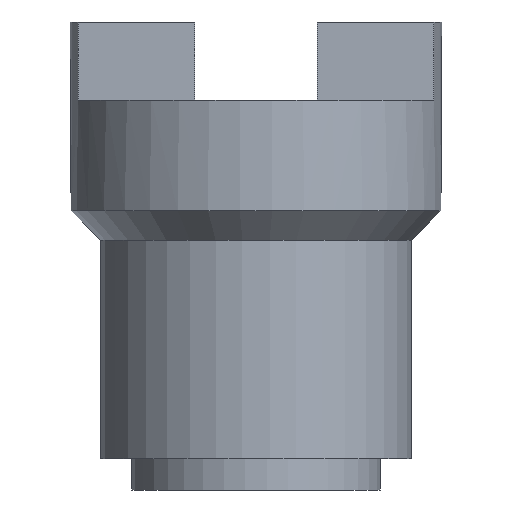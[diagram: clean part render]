
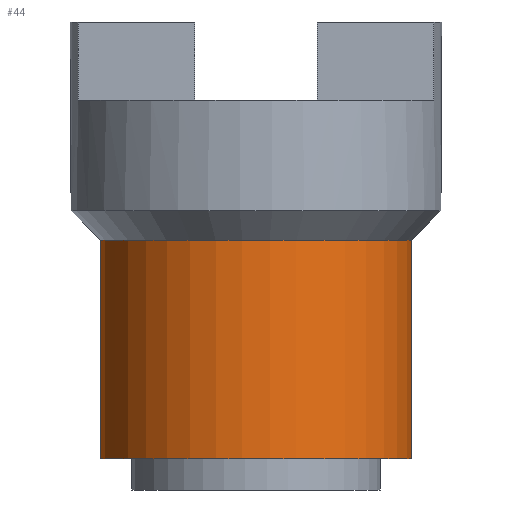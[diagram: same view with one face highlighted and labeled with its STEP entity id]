
A CAD part, front view. The second image highlights one B-rep face of the part: STEP entity #44.
In plain terms, the highlighted cylindrical face has radius 5 mm (diameter 10 mm), a partial arc.
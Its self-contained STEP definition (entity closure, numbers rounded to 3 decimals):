
#44 = ADVANCED_FACE( '', ( #98 ), #99, .T. );
#98 = FACE_OUTER_BOUND( '', #159, .T. );
#99 = CYLINDRICAL_SURFACE( '', #160, 5. );
#159 = EDGE_LOOP( '', ( #219, #220, #221, #222 ) );
#160 = AXIS2_PLACEMENT_3D( '', #223, #224, #225 );
#219 = ORIENTED_EDGE( '', *, *, #384, .F. );
#220 = ORIENTED_EDGE( '', *, *, #385, .F. );
#221 = ORIENTED_EDGE( '', *, *, #386, .F. );
#222 = ORIENTED_EDGE( '', *, *, #387, .T. );
#223 = CARTESIAN_POINT( '', ( 0., 0., 1. ) );
#224 = DIRECTION( '', ( 0., 0., -1. ) );
#225 = DIRECTION( '', ( 1., 0., 0. ) );
#384 = EDGE_CURVE( '', #454, #455, #456, .F. );
#385 = EDGE_CURVE( '', #457, #454, #458, .F. );
#386 = EDGE_CURVE( '', #459, #457, #460, .T. );
#387 = EDGE_CURVE( '', #459, #455, #461, .T. );
#454 = VERTEX_POINT( '', #556 );
#455 = VERTEX_POINT( '', #557 );
#456 = LINE( '', #558, #559 );
#457 = VERTEX_POINT( '', #560 );
#458 = CIRCLE( '', #561, 5. );
#459 = VERTEX_POINT( '', #562 );
#460 = LINE( '', #563, #564 );
#461 = CIRCLE( '', #565, 5. );
#556 = CARTESIAN_POINT( '', ( 3.536, 3.536, 8. ) );
#557 = CARTESIAN_POINT( '', ( 3.536, 3.536, 1. ) );
#558 = CARTESIAN_POINT( '', ( 3.536, 3.536, 1. ) );
#559 = VECTOR( '', #676, 1000. );
#560 = CARTESIAN_POINT( '', ( -3.536, 3.536, 8. ) );
#561 = AXIS2_PLACEMENT_3D( '', #677, #678, #679 );
#562 = CARTESIAN_POINT( '', ( -3.536, 3.536, 1. ) );
#563 = CARTESIAN_POINT( '', ( -3.536, 3.536, 1. ) );
#564 = VECTOR( '', #680, 1000. );
#565 = AXIS2_PLACEMENT_3D( '', #681, #682, #683 );
#676 = DIRECTION( '', ( 0., 0., 1. ) );
#677 = CARTESIAN_POINT( '', ( 0., 0., 8. ) );
#678 = DIRECTION( '', ( 0., 0., -1. ) );
#679 = DIRECTION( '', ( -1., 0., 0. ) );
#680 = DIRECTION( '', ( 0., 0., 1. ) );
#681 = CARTESIAN_POINT( '', ( 0., 0., 1. ) );
#682 = DIRECTION( '', ( 0., 0., 1. ) );
#683 = DIRECTION( '', ( 1., 0., 0. ) );
